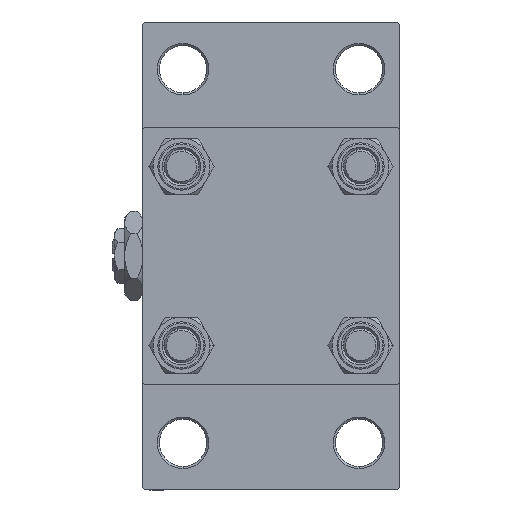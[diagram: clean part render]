
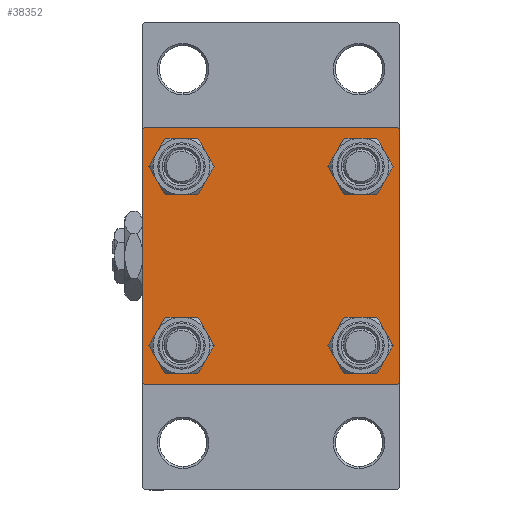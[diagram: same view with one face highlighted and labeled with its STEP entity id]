
A CAD part, left-side view. The second image highlights one B-rep face of the part: STEP entity #38352.
In plain terms, the highlighted planar face has unit normal (-1, 0, 0).
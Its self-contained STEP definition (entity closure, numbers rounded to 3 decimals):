
#96 = AXIS2_PLACEMENT_3D ( 'NONE', #44848, #41354, #2586 ) ;
#526 = LINE ( 'NONE', #28114, #2286 ) ;
#586 = EDGE_LOOP ( 'NONE', ( #13261, #10654 ) ) ;
#1074 = CIRCLE ( 'NONE', #47149, 4.5 ) ;
#1722 = EDGE_CURVE ( 'NONE', #41937, #45896, #48522, .T. ) ;
#1825 = AXIS2_PLACEMENT_3D ( 'NONE', #5987, #39299, #39802 ) ;
#1859 = CARTESIAN_POINT ( 'NONE',  ( 0., -20.85, 20.85 ) ) ;
#2286 = VECTOR ( 'NONE', #23886, 1000. ) ;
#2437 = CARTESIAN_POINT ( 'NONE',  ( 0., 20.85, -20.85 ) ) ;
#2586 = DIRECTION ( 'NONE',  ( 0., 0., 1. ) ) ;
#3540 = EDGE_CURVE ( 'NONE', #22640, #22909, #6119, .T. ) ;
#4045 = LINE ( 'NONE', #30893, #27088 ) ;
#4527 = DIRECTION ( 'NONE',  ( 0., 0., -1. ) ) ;
#4543 = AXIS2_PLACEMENT_3D ( 'NONE', #1859, #47361, #16535 ) ;
#5290 = CARTESIAN_POINT ( 'NONE',  ( 0., -20.85, -25.35 ) ) ;
#5641 = CARTESIAN_POINT ( 'NONE',  ( 0., 20.85, 20.85 ) ) ;
#5864 = FACE_BOUND ( 'NONE', #586, .T. ) ;
#5987 = CARTESIAN_POINT ( 'NONE',  ( 0., 20.85, 20.85 ) ) ;
#6119 = CIRCLE ( 'NONE', #44252, 4.5 ) ;
#6432 = VECTOR ( 'NONE', #17681, 1000. ) ;
#6816 = CARTESIAN_POINT ( 'NONE',  ( 0., -20.85, -20.85 ) ) ;
#7109 = CIRCLE ( 'NONE', #34128, 4.5 ) ;
#7982 = VECTOR ( 'NONE', #35158, 1000. ) ;
#8452 = EDGE_LOOP ( 'NONE', ( #30547, #36663 ) ) ;
#8506 = CIRCLE ( 'NONE', #4543, 4.5 ) ;
#9035 = CARTESIAN_POINT ( 'NONE',  ( 0., 30., 29.5 ) ) ;
#9100 = EDGE_CURVE ( 'NONE', #16739, #22245, #7109, .T. ) ;
#9237 = CARTESIAN_POINT ( 'NONE',  ( 0., -20.85, 16.35 ) ) ;
#9251 = CARTESIAN_POINT ( 'NONE',  ( 0., 20.85, 25.35 ) ) ;
#9437 = ORIENTED_EDGE ( 'NONE', *, *, #9100, .T. ) ;
#9815 = ORIENTED_EDGE ( 'NONE', *, *, #43807, .F. ) ;
#9930 = ORIENTED_EDGE ( 'NONE', *, *, #32520, .T. ) ;
#9983 = CARTESIAN_POINT ( 'NONE',  ( 0., 30., -30. ) ) ;
#10279 = CARTESIAN_POINT ( 'NONE',  ( 0., -29.75, -29.75 ) ) ;
#10654 = ORIENTED_EDGE ( 'NONE', *, *, #44888, .T. ) ;
#10795 = EDGE_CURVE ( 'NONE', #15193, #20497, #526, .T. ) ;
#11548 = EDGE_CURVE ( 'NONE', #22909, #22640, #29309, .T. ) ;
#11712 = CARTESIAN_POINT ( 'NONE',  ( 0., -20.85, -20.85 ) ) ;
#12143 = CARTESIAN_POINT ( 'NONE',  ( 0., -20.85, 25.35 ) ) ;
#12330 = CARTESIAN_POINT ( 'NONE',  ( 0., -20.85, -16.35 ) ) ;
#12799 = CARTESIAN_POINT ( 'NONE',  ( 0., 20.85, 16.35 ) ) ;
#12813 = ORIENTED_EDGE ( 'NONE', *, *, #10795, .T. ) ;
#12814 = AXIS2_PLACEMENT_3D ( 'NONE', #2437, #32777, #44201 ) ;
#13082 = FACE_BOUND ( 'NONE', #19852, .T. ) ;
#13261 = ORIENTED_EDGE ( 'NONE', *, *, #15722, .T. ) ;
#13821 = FACE_BOUND ( 'NONE', #18660, .T. ) ;
#14277 = EDGE_CURVE ( 'NONE', #45718, #41937, #23796, .T. ) ;
#14382 = DIRECTION ( 'NONE',  ( 0., 0., 1. ) ) ;
#14696 = EDGE_CURVE ( 'NONE', #45896, #41133, #18487, .T. ) ;
#14795 = EDGE_CURVE ( 'NONE', #19059, #41133, #4045, .T. ) ;
#15193 = VERTEX_POINT ( 'NONE', #15608 ) ;
#15480 = CARTESIAN_POINT ( 'NONE',  ( 0., -29.5, 30. ) ) ;
#15608 = CARTESIAN_POINT ( 'NONE',  ( 0., 29.5, 30. ) ) ;
#15722 = EDGE_CURVE ( 'NONE', #16904, #46752, #31860, .T. ) ;
#16535 = DIRECTION ( 'NONE',  ( 0., 0., 1. ) ) ;
#16739 = VERTEX_POINT ( 'NONE', #12799 ) ;
#16904 = VERTEX_POINT ( 'NONE', #45825 ) ;
#16982 = VERTEX_POINT ( 'NONE', #9237 ) ;
#17448 = AXIS2_PLACEMENT_3D ( 'NONE', #47150, #39928, #43170 ) ;
#17681 = DIRECTION ( 'NONE',  ( 0., 0., -1. ) ) ;
#18265 = DIRECTION ( 'NONE',  ( 0., 0., 1. ) ) ;
#18385 = CARTESIAN_POINT ( 'NONE',  ( 0., 20.85, -25.35 ) ) ;
#18487 = LINE ( 'NONE', #10279, #48510 ) ;
#18603 = DIRECTION ( 'NONE',  ( 1., 0., 0. ) ) ;
#18660 = EDGE_LOOP ( 'NONE', ( #24825, #9437 ) ) ;
#19059 = VERTEX_POINT ( 'NONE', #46022 ) ;
#19852 = EDGE_LOOP ( 'NONE', ( #9930, #36059 ) ) ;
#20009 = EDGE_CURVE ( 'NONE', #22245, #16739, #28067, .T. ) ;
#20497 = VERTEX_POINT ( 'NONE', #9035 ) ;
#20543 = FACE_BOUND ( 'NONE', #8452, .T. ) ;
#21386 = EDGE_CURVE ( 'NONE', #16982, #25852, #1074, .T. ) ;
#22245 = VERTEX_POINT ( 'NONE', #9251 ) ;
#22640 = VERTEX_POINT ( 'NONE', #12330 ) ;
#22909 = VERTEX_POINT ( 'NONE', #5290 ) ;
#23609 = ORIENTED_EDGE ( 'NONE', *, *, #44545, .T. ) ;
#23796 = LINE ( 'NONE', #38950, #24664 ) ;
#23886 = DIRECTION ( 'NONE',  ( 0., 0.707, -0.707 ) ) ;
#24267 = CARTESIAN_POINT ( 'NONE',  ( 0., 29.5, -30. ) ) ;
#24461 = LINE ( 'NONE', #39867, #49166 ) ;
#24664 = VECTOR ( 'NONE', #37976, 1000. ) ;
#24825 = ORIENTED_EDGE ( 'NONE', *, *, #20009, .T. ) ;
#25852 = VERTEX_POINT ( 'NONE', #12143 ) ;
#26483 = ORIENTED_EDGE ( 'NONE', *, *, #14696, .T. ) ;
#27088 = VECTOR ( 'NONE', #4527, 1000. ) ;
#27310 = DIRECTION ( 'NONE',  ( 0., 0., 1. ) ) ;
#28067 = CIRCLE ( 'NONE', #1825, 4.5 ) ;
#28114 = CARTESIAN_POINT ( 'NONE',  ( 0., 29.75, 29.75 ) ) ;
#28616 = CARTESIAN_POINT ( 'NONE',  ( 0., 30., 30. ) ) ;
#29281 = EDGE_LOOP ( 'NONE', ( #23609, #47293, #29518, #26483, #45097, #48304, #9815, #12813 ) ) ;
#29309 = CIRCLE ( 'NONE', #35676, 4.5 ) ;
#29518 = ORIENTED_EDGE ( 'NONE', *, *, #1722, .T. ) ;
#30547 = ORIENTED_EDGE ( 'NONE', *, *, #3540, .T. ) ;
#30893 = CARTESIAN_POINT ( 'NONE',  ( 0., -30., 30. ) ) ;
#31762 = DIRECTION ( 'NONE',  ( 1., 0., 0. ) ) ;
#31860 = CIRCLE ( 'NONE', #96, 4.5 ) ;
#32520 = EDGE_CURVE ( 'NONE', #25852, #16982, #8506, .T. ) ;
#32582 = LINE ( 'NONE', #28616, #6432 ) ;
#32777 = DIRECTION ( 'NONE',  ( 1., 0., 0. ) ) ;
#33537 = CARTESIAN_POINT ( 'NONE',  ( 0., -30., -29.5 ) ) ;
#34128 = AXIS2_PLACEMENT_3D ( 'NONE', #5641, #31762, #27310 ) ;
#35158 = DIRECTION ( 'NONE',  ( 0., -1., 0. ) ) ;
#35676 = AXIS2_PLACEMENT_3D ( 'NONE', #11712, #41554, #45536 ) ;
#35813 = CIRCLE ( 'NONE', #12814, 4.5 ) ;
#35889 = DIRECTION ( 'NONE',  ( 0., 0.707, 0.707 ) ) ;
#36059 = ORIENTED_EDGE ( 'NONE', *, *, #21386, .T. ) ;
#36196 = FACE_OUTER_BOUND ( 'NONE', #29281, .T. ) ;
#36663 = ORIENTED_EDGE ( 'NONE', *, *, #11548, .T. ) ;
#36685 = EDGE_CURVE ( 'NONE', #19059, #38907, #24461, .T. ) ;
#36886 = DIRECTION ( 'NONE',  ( 0., -0.707, 0.707 ) ) ;
#37976 = DIRECTION ( 'NONE',  ( 0., -0.707, -0.707 ) ) ;
#38352 = ADVANCED_FACE ( 'NONE', ( #13082, #20543, #5864, #13821, #36196 ), #42923, .T. ) ;
#38453 = CARTESIAN_POINT ( 'NONE',  ( 0., 30., -29.5 ) ) ;
#38907 = VERTEX_POINT ( 'NONE', #15480 ) ;
#38950 = CARTESIAN_POINT ( 'NONE',  ( 0., 29.75, -29.75 ) ) ;
#39299 = DIRECTION ( 'NONE',  ( 1., 0., 0. ) ) ;
#39802 = DIRECTION ( 'NONE',  ( 0., 0., 1. ) ) ;
#39867 = CARTESIAN_POINT ( 'NONE',  ( 0., -29.75, 29.75 ) ) ;
#39928 = DIRECTION ( 'NONE',  ( -1., 0., 0. ) ) ;
#40388 = DIRECTION ( 'NONE',  ( 1., 0., 0. ) ) ;
#41051 = DIRECTION ( 'NONE',  ( 0., -1., 0. ) ) ;
#41133 = VERTEX_POINT ( 'NONE', #33537 ) ;
#41354 = DIRECTION ( 'NONE',  ( 1., 0., 0. ) ) ;
#41554 = DIRECTION ( 'NONE',  ( 1., 0., 0. ) ) ;
#41937 = VERTEX_POINT ( 'NONE', #24267 ) ;
#42144 = LINE ( 'NONE', #46592, #7982 ) ;
#42923 = PLANE ( 'NONE',  #17448 ) ;
#43170 = DIRECTION ( 'NONE',  ( 0., 0., 1. ) ) ;
#43807 = EDGE_CURVE ( 'NONE', #15193, #38907, #42144, .T. ) ;
#44201 = DIRECTION ( 'NONE',  ( 0., 0., 1. ) ) ;
#44252 = AXIS2_PLACEMENT_3D ( 'NONE', #6816, #40388, #18265 ) ;
#44545 = EDGE_CURVE ( 'NONE', #20497, #45718, #32582, .T. ) ;
#44848 = CARTESIAN_POINT ( 'NONE',  ( 0., 20.85, -20.85 ) ) ;
#44888 = EDGE_CURVE ( 'NONE', #46752, #16904, #35813, .T. ) ;
#45097 = ORIENTED_EDGE ( 'NONE', *, *, #14795, .F. ) ;
#45536 = DIRECTION ( 'NONE',  ( 0., 0., 1. ) ) ;
#45718 = VERTEX_POINT ( 'NONE', #38453 ) ;
#45825 = CARTESIAN_POINT ( 'NONE',  ( 0., 20.85, -16.35 ) ) ;
#45896 = VERTEX_POINT ( 'NONE', #49099 ) ;
#46022 = CARTESIAN_POINT ( 'NONE',  ( 0., -30., 29.5 ) ) ;
#46592 = CARTESIAN_POINT ( 'NONE',  ( 0., 30., 30. ) ) ;
#46752 = VERTEX_POINT ( 'NONE', #18385 ) ;
#46854 = VECTOR ( 'NONE', #41051, 1000. ) ;
#47149 = AXIS2_PLACEMENT_3D ( 'NONE', #48686, #18603, #14382 ) ;
#47150 = CARTESIAN_POINT ( 'NONE',  ( 0., 0., 0. ) ) ;
#47293 = ORIENTED_EDGE ( 'NONE', *, *, #14277, .T. ) ;
#47361 = DIRECTION ( 'NONE',  ( 1., 0., 0. ) ) ;
#48304 = ORIENTED_EDGE ( 'NONE', *, *, #36685, .T. ) ;
#48510 = VECTOR ( 'NONE', #36886, 1000. ) ;
#48522 = LINE ( 'NONE', #9983, #46854 ) ;
#48686 = CARTESIAN_POINT ( 'NONE',  ( 0., -20.85, 20.85 ) ) ;
#49099 = CARTESIAN_POINT ( 'NONE',  ( 0., -29.5, -30. ) ) ;
#49166 = VECTOR ( 'NONE', #35889, 1000. ) ;
